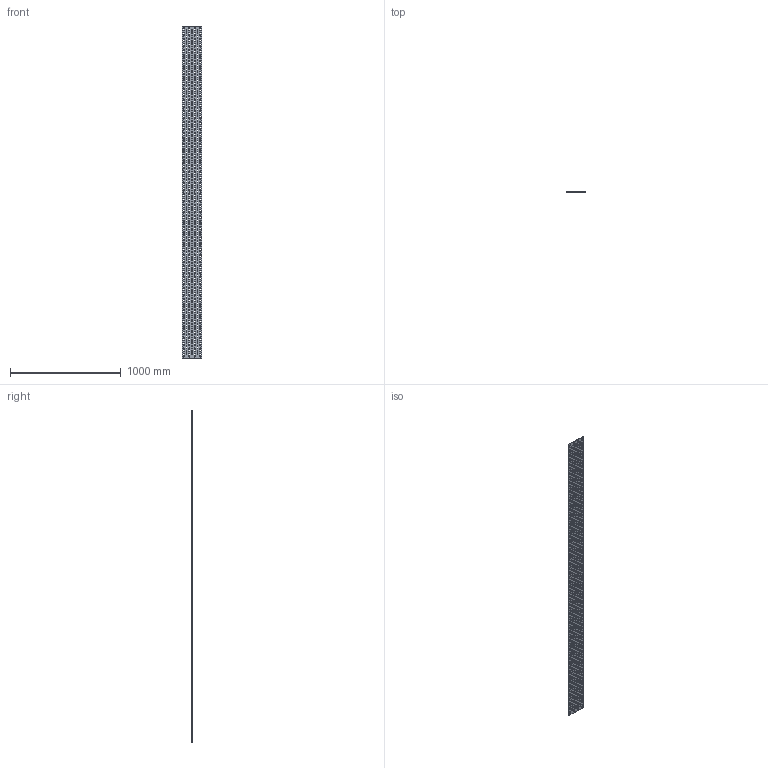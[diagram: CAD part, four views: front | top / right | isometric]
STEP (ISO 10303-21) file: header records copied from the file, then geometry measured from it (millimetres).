
FILE_DESCRIPTION (( 'STEP AP214' ), '1' );
FILE_NAME ('6103614.stp', '2024-05-03T12:36:02', ( '' ), ( '' ), 'SwSTEP 2.0', 'SolidWorks 2022', '' );
FILE_SCHEMA (( 'AUTOMOTIVE_DESIGN' ));
Length unit declared in the file: millimetre
Products named in the file (1): 6103614
Bounding box: 180 x 0.75 x 3000 mm (x, y, z)
Volume: 338232.7 mm3; surface area: 929239.2 mm2
Topology: 1 solids, 1 shells, 1674 faces, 5016 edges, 3344 vertices
Faces by surface type: plane 840, cylinder 834
Entity records: 58570 total; most frequent: CARTESIAN_POINT 10035, DIRECTION 10034, ORIENTED_EDGE 10032, EDGE_CURVE 5016, VECTOR 3348, LINE 3348, VERTEX_POINT 3344, AXIS2_PLACEMENT_3D 3343
